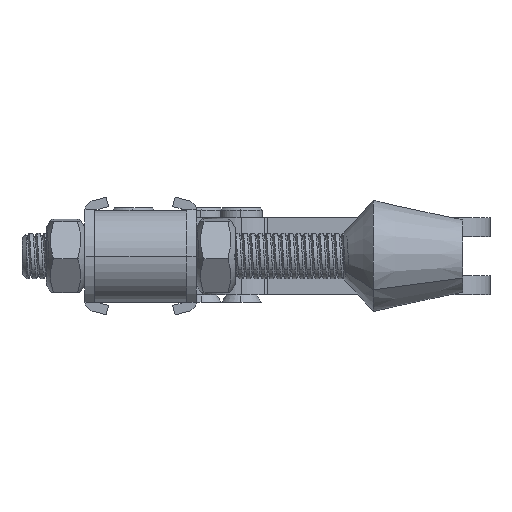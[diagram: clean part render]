
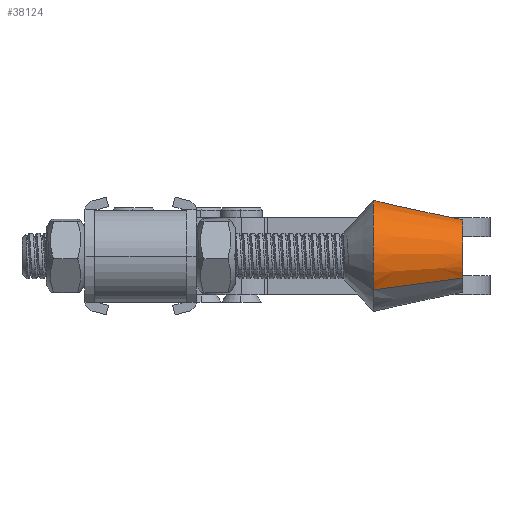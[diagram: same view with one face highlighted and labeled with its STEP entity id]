
A CAD part, left-side view. The second image highlights one B-rep face of the part: STEP entity #38124.
In plain terms, the highlighted conical face has half-angle 12.2 degrees and reference radius 11.5 mm.
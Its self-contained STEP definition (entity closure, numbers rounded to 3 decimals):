
#29232 = DIRECTION ( 'NONE',  ( 0.211, 0., 0.977 ) ) ;
#29233 = VECTOR ( 'NONE', #29232, 1000. ) ;
#29234 = CARTESIAN_POINT ( 'NONE',  ( 11.5, 0., 9.5 ) ) ;
#29235 = LINE ( 'NONE', #29234, #29233 ) ;
#29452 = CARTESIAN_POINT ( 'NONE',  ( -11.5, 0., 9.5 ) ) ;
#29453 = DIRECTION ( 'NONE',  ( -0.211, 0., 0.977 ) ) ;
#29454 = VECTOR ( 'NONE', #29453, 1000. ) ;
#29455 = CARTESIAN_POINT ( 'NONE',  ( -11.5, 0., 9.5 ) ) ;
#29456 = LINE ( 'NONE', #29455, #29454 ) ;
#29457 = CARTESIAN_POINT ( 'NONE',  ( 7.5, 0., -9. ) ) ;
#29458 = CARTESIAN_POINT ( 'NONE',  ( -7.5, 0., -9. ) ) ;
#29497 = CARTESIAN_POINT ( 'NONE',  ( 11.5, 0., 9.5 ) ) ;
#29674 = AXIS2_PLACEMENT_3D ( 'NONE', #29716, #29715, #29714 ) ;
#29675 = CIRCLE ( 'NONE', #29674, 7.5 ) ;
#29714 = DIRECTION ( 'NONE',  ( -1., 0., 0. ) ) ;
#29715 = DIRECTION ( 'NONE',  ( 0., 0., -1. ) ) ;
#29716 = CARTESIAN_POINT ( 'NONE',  ( 0., 0., -9. ) ) ;
#29726 = DIRECTION ( 'NONE',  ( 1., 0., 0. ) ) ;
#29727 = DIRECTION ( 'NONE',  ( 0., 0., 1. ) ) ;
#29728 = CARTESIAN_POINT ( 'NONE',  ( 0., 0., 9.5 ) ) ;
#29729 = AXIS2_PLACEMENT_3D ( 'NONE', #29728, #29727, #29726 ) ;
#29731 = CONICAL_SURFACE ( 'NONE', #29729, 11.5, 0.213 ) ;
#29732 = FACE_OUTER_BOUND ( 'NONE', #38125, .T. ) ;
#29733 = DIRECTION ( 'NONE',  ( -1., 0., 0. ) ) ;
#29734 = DIRECTION ( 'NONE',  ( 0., 0., -1. ) ) ;
#29735 = CARTESIAN_POINT ( 'NONE',  ( 0., 0., 9.5 ) ) ;
#29736 = AXIS2_PLACEMENT_3D ( 'NONE', #29735, #29734, #29733 ) ;
#29737 = CIRCLE ( 'NONE', #29736, 11.5 ) ;
#37936 = EDGE_CURVE ( 'NONE', #38011, #38017, #29235, .T. ) ;
#38010 = VERTEX_POINT ( 'NONE', #29458 ) ;
#38011 = VERTEX_POINT ( 'NONE', #29457 ) ;
#38013 = EDGE_CURVE ( 'NONE', #38010, #38014, #29456, .T. ) ;
#38014 = VERTEX_POINT ( 'NONE', #29452 ) ;
#38017 = VERTEX_POINT ( 'NONE', #29497 ) ;
#38101 = ORIENTED_EDGE ( 'NONE', *, *, #38013, .F. ) ;
#38102 = ORIENTED_EDGE ( 'NONE', *, *, #38103, .F. ) ;
#38103 = EDGE_CURVE ( 'NONE', #38011, #38010, #29675, .T. ) ;
#38104 = ORIENTED_EDGE ( 'NONE', *, *, #37936, .T. ) ;
#38105 = ORIENTED_EDGE ( 'NONE', *, *, #38123, .T. ) ;
#38123 = EDGE_CURVE ( 'NONE', #38017, #38014, #29737, .T. ) ;
#38124 = ADVANCED_FACE ( 'NONE', ( #29732 ), #29731, .T. ) ;
#38125 = EDGE_LOOP ( 'NONE', ( #38101, #38102, #38104, #38105 ) ) ;
